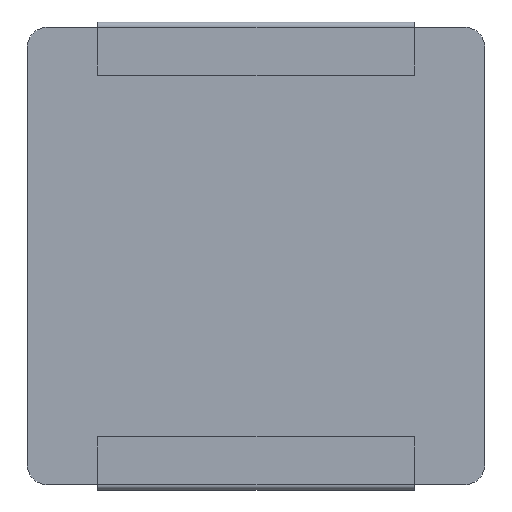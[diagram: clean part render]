
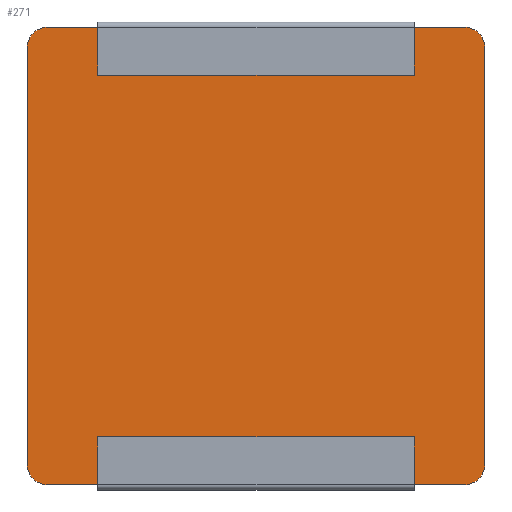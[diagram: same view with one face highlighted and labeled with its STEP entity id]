
A CAD part, front view. The second image highlights one B-rep face of the part: STEP entity #271.
In plain terms, the highlighted planar face has unit normal (0, -1, 0).
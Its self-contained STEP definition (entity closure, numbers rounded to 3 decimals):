
#10 = ORIENTED_EDGE ( 'NONE', *, *, #36, .F. ) ;
#23 = ORIENTED_EDGE ( 'NONE', *, *, #692, .F. ) ;
#35 = DIRECTION ( 'NONE',  ( 0., 1., 0. ) ) ;
#36 = EDGE_CURVE ( 'NONE', #128, #78, #673, .T. ) ;
#37 = CARTESIAN_POINT ( 'NONE',  ( -7.85, 0.2, -7.85 ) ) ;
#50 = FACE_OUTER_BOUND ( 'NONE', #84, .T. ) ;
#66 = AXIS2_PLACEMENT_3D ( 'NONE', #782, #379, #845 ) ;
#78 = VERTEX_POINT ( 'NONE', #191 ) ;
#79 = CARTESIAN_POINT ( 'NONE',  ( -8.6, 0.2, -7.85 ) ) ;
#84 = EDGE_LOOP ( 'NONE', ( #274, #23, #690, #151, #661, #808, #367, #10 ) ) ;
#101 = DIRECTION ( 'NONE',  ( 0., 1., 0. ) ) ;
#102 = VECTOR ( 'NONE', #142, 1000. ) ;
#103 = DIRECTION ( 'NONE',  ( 0., 0., -1. ) ) ;
#118 = AXIS2_PLACEMENT_3D ( 'NONE', #375, #101, #581 ) ;
#128 = VERTEX_POINT ( 'NONE', #703 ) ;
#142 = DIRECTION ( 'NONE',  ( 1., 0., 0. ) ) ;
#148 = CIRCLE ( 'NONE', #555, 0.75 ) ;
#149 = DIRECTION ( 'NONE',  ( 0., 0., 1. ) ) ;
#151 = ORIENTED_EDGE ( 'NONE', *, *, #757, .F. ) ;
#191 = CARTESIAN_POINT ( 'NONE',  ( 8.6, 0.2, -7.85 ) ) ;
#198 = VERTEX_POINT ( 'NONE', #236 ) ;
#210 = AXIS2_PLACEMENT_3D ( 'NONE', #438, #35, #508 ) ;
#225 = DIRECTION ( 'NONE',  ( 0., 0., -1. ) ) ;
#236 = CARTESIAN_POINT ( 'NONE',  ( -7.85, 0.2, -8.6 ) ) ;
#253 = EDGE_CURVE ( 'NONE', #641, #198, #427, .T. ) ;
#271 = ADVANCED_FACE ( 'NONE', ( #50 ), #510, .F. ) ;
#274 = ORIENTED_EDGE ( 'NONE', *, *, #326, .F. ) ;
#282 = EDGE_CURVE ( 'NONE', #542, #789, #391, .T. ) ;
#320 = CARTESIAN_POINT ( 'NONE',  ( 7.85, 0.2, 8.6 ) ) ;
#326 = EDGE_CURVE ( 'NONE', #471, #128, #710, .T. ) ;
#367 = ORIENTED_EDGE ( 'NONE', *, *, #582, .F. ) ;
#374 = DIRECTION ( 'NONE',  ( 0., 1., 0. ) ) ;
#375 = CARTESIAN_POINT ( 'NONE',  ( 7.85, 0.2, 7.85 ) ) ;
#379 = DIRECTION ( 'NONE',  ( 0., 1., 0. ) ) ;
#381 = LINE ( 'NONE', #486, #728 ) ;
#391 = CIRCLE ( 'NONE', #66, 0.75 ) ;
#427 = LINE ( 'NONE', #647, #594 ) ;
#436 = DIRECTION ( 'NONE',  ( -1., 0., 0. ) ) ;
#438 = CARTESIAN_POINT ( 'NONE',  ( 7.85, 0.2, 7.85 ) ) ;
#461 = AXIS2_PLACEMENT_3D ( 'NONE', #773, #374, #841 ) ;
#471 = VERTEX_POINT ( 'NONE', #320 ) ;
#486 = CARTESIAN_POINT ( 'NONE',  ( -8.6, 0.2, 7.85 ) ) ;
#500 = CARTESIAN_POINT ( 'NONE',  ( -8.6, 0.2, 7.85 ) ) ;
#507 = CIRCLE ( 'NONE', #461, 0.75 ) ;
#508 = DIRECTION ( 'NONE',  ( 0., 0., 1. ) ) ;
#510 = PLANE ( 'NONE',  #118 ) ;
#511 = DIRECTION ( 'NONE',  ( 0., 1., 0. ) ) ;
#542 = VERTEX_POINT ( 'NONE', #500 ) ;
#555 = AXIS2_PLACEMENT_3D ( 'NONE', #37, #511, #103 ) ;
#564 = CARTESIAN_POINT ( 'NONE',  ( 8.6, 0.2, 7.85 ) ) ;
#581 = DIRECTION ( 'NONE',  ( 0., 0., 1. ) ) ;
#582 = EDGE_CURVE ( 'NONE', #78, #641, #507, .T. ) ;
#594 = VECTOR ( 'NONE', #436, 1000. ) ;
#608 = EDGE_CURVE ( 'NONE', #198, #754, #148, .T. ) ;
#622 = CARTESIAN_POINT ( 'NONE',  ( -7.85, 0.2, 8.6 ) ) ;
#630 = LINE ( 'NONE', #622, #102 ) ;
#634 = CARTESIAN_POINT ( 'NONE',  ( -7.85, 0.2, 8.6 ) ) ;
#641 = VERTEX_POINT ( 'NONE', #861 ) ;
#647 = CARTESIAN_POINT ( 'NONE',  ( -7.85, 0.2, -8.6 ) ) ;
#661 = ORIENTED_EDGE ( 'NONE', *, *, #608, .F. ) ;
#673 = LINE ( 'NONE', #564, #816 ) ;
#690 = ORIENTED_EDGE ( 'NONE', *, *, #282, .F. ) ;
#692 = EDGE_CURVE ( 'NONE', #789, #471, #630, .T. ) ;
#703 = CARTESIAN_POINT ( 'NONE',  ( 8.6, 0.2, 7.85 ) ) ;
#710 = CIRCLE ( 'NONE', #210, 0.75 ) ;
#728 = VECTOR ( 'NONE', #149, 1000. ) ;
#754 = VERTEX_POINT ( 'NONE', #79 ) ;
#757 = EDGE_CURVE ( 'NONE', #754, #542, #381, .T. ) ;
#773 = CARTESIAN_POINT ( 'NONE',  ( 7.85, 0.2, -7.85 ) ) ;
#782 = CARTESIAN_POINT ( 'NONE',  ( -7.85, 0.2, 7.85 ) ) ;
#789 = VERTEX_POINT ( 'NONE', #634 ) ;
#808 = ORIENTED_EDGE ( 'NONE', *, *, #253, .F. ) ;
#816 = VECTOR ( 'NONE', #225, 1000. ) ;
#841 = DIRECTION ( 'NONE',  ( 0., 0., -1. ) ) ;
#845 = DIRECTION ( 'NONE',  ( 0., 0., -1. ) ) ;
#861 = CARTESIAN_POINT ( 'NONE',  ( 7.85, 0.2, -8.6 ) ) ;
